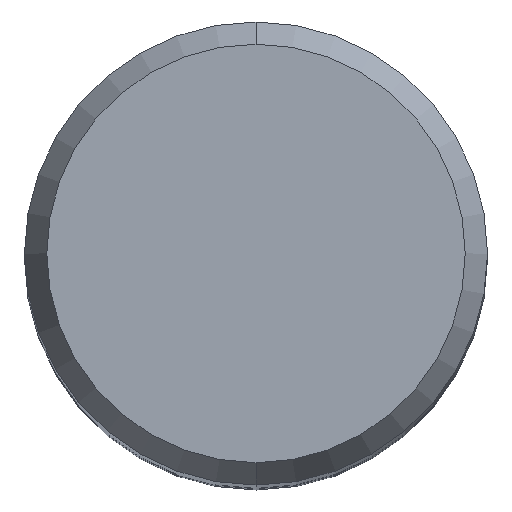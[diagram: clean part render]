
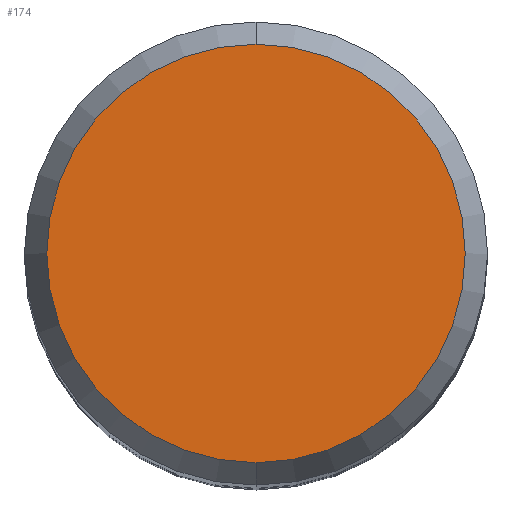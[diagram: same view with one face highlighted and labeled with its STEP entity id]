
A CAD part, top view. The second image highlights one B-rep face of the part: STEP entity #174.
In plain terms, the highlighted planar face has unit normal (0, 0, 1).
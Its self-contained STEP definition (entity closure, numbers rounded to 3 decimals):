
#90=VERTEX_POINT('',#211);
#118=EDGE_CURVE('',#178,#90,#243,.T.);
#174=ADVANCED_FACE('',(#308),#309,.T.);
#178=VERTEX_POINT('',#313);
#182=EDGE_CURVE('',#90,#178,#317,.T.);
#211=CARTESIAN_POINT('',(0.,-4.304,0.01));
#243=CIRCLE('',#377,4.304);
#308=FACE_OUTER_BOUND('',#459,.T.);
#309=PLANE('',#460);
#313=CARTESIAN_POINT('',(0.0,4.304,0.01));
#317=CIRCLE('',#473,4.304);
#377=AXIS2_PLACEMENT_3D('',#512,#513,#514);
#459=EDGE_LOOP('',(#613,#614));
#460=AXIS2_PLACEMENT_3D('',#615,#616,#617);
#473=AXIS2_PLACEMENT_3D('',#620,#621,#622);
#512=CARTESIAN_POINT('',(0.0,0.0,0.01));
#513=DIRECTION('',(0.0,0.0,-1.0));
#514=DIRECTION('',(0.0,1.0,0.0));
#613=ORIENTED_EDGE('',*,*,#118,.F.);
#614=ORIENTED_EDGE('',*,*,#182,.F.);
#615=CARTESIAN_POINT('',(0.0,2.152,0.01));
#616=DIRECTION('',(-0.0,0.0,1.0));
#617=DIRECTION('',(0.0,-1.0,0.0));
#620=CARTESIAN_POINT('',(0.0,0.0,0.01));
#621=DIRECTION('',(0.0,0.0,-1.0));
#622=DIRECTION('',(0.0,1.0,0.0));
